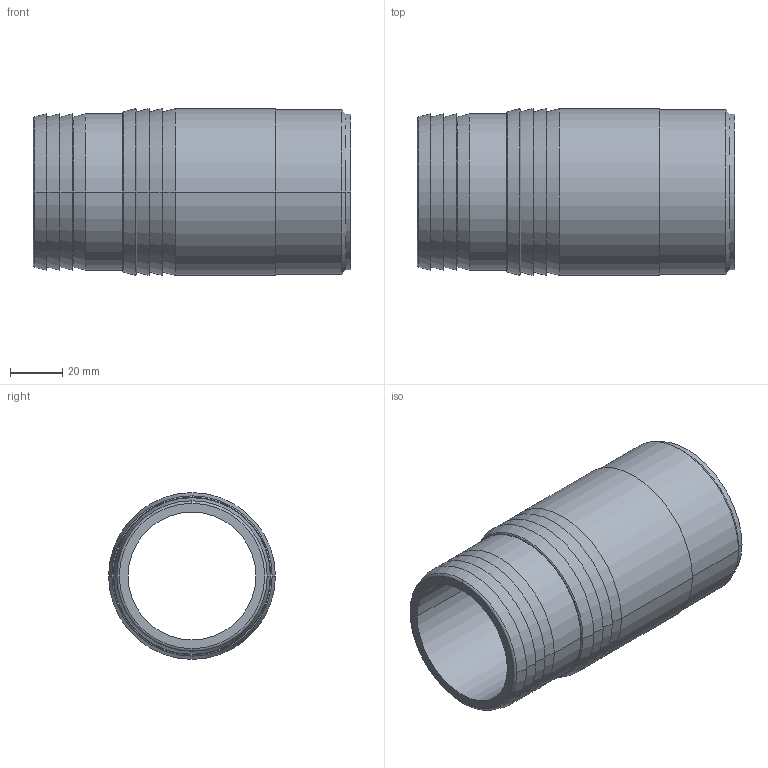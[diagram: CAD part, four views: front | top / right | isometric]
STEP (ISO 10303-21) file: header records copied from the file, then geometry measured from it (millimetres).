
FILE_DESCRIPTION(('STEP AP214'),'1');
FILE_NAME('aim063064060.stp','2018-02-12T14:08:00',('TraceParts'),('TraceParts S.A.'),'Spatial InterOp 3D',' ',' ');
FILE_SCHEMA(('automotive_design'));
Length unit declared in the file: millimetre
Products named in the file (1): aim063064060
Bounding box: 122 x 64 x 64 mm (x, y, z)
Volume: 139714.6 mm3; surface area: 45796.3 mm2
Topology: 1 solids, 1 shells, 50 faces, 109 edges, 63 vertices
Faces by surface type: cone 30, cylinder 10, torus 6, plane 4
Entity records: 1798 total; most frequent: DIRECTION 280, CARTESIAN_POINT 223, ORIENTED_EDGE 218, AXIS2_PLACEMENT_3D 120, EDGE_CURVE 109, CIRCLE 69, VERTEX_POINT 63, EDGE_LOOP 54
